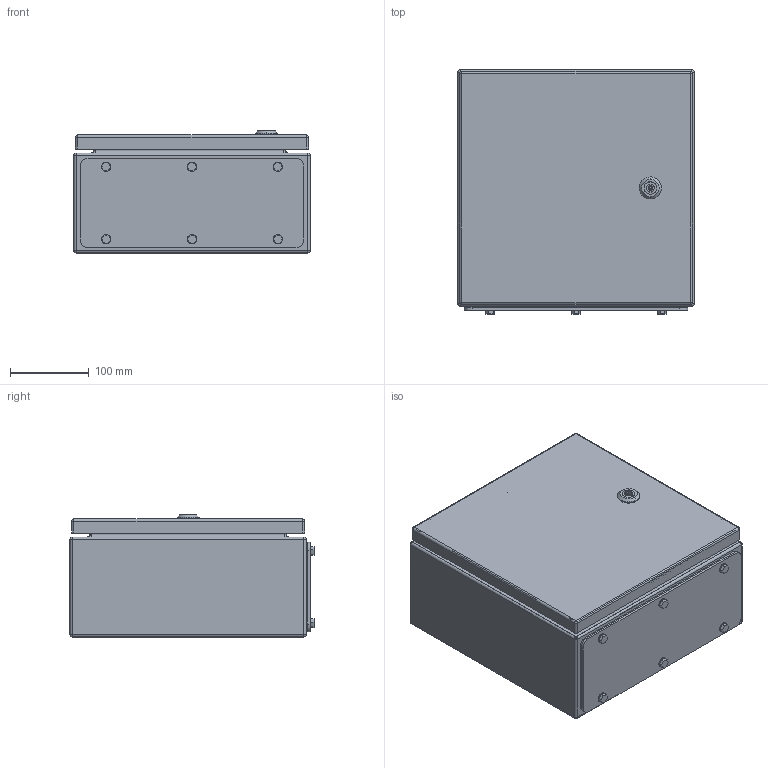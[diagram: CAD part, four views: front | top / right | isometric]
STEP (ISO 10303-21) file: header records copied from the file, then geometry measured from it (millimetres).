
FILE_DESCRIPTION(('CATIA V5 STEP Exchange','CAx-IF Rec.Pracs.--- Model Styling and Organization---1.5--- 2016-08-15','CAx-IF Rec.Pracs.---Supplemental Geometry---1.0---2011-11-01','CAx-IF Rec.Pracs.--- Composite Materials ---1.1---2010-07-15'),'2;1');
FILE_NAME ('D1518916_2', '2024-11-15T07:18:30+00:00', ('none'), ('Weidmueller'), 'CATIA Version 5-6 Release 2022 SP4 HF5', 'CATIA V5 STEP AP214 v3', 'none');
FILE_SCHEMA(('AUTOMOTIVE_DESIGN { 1 0 10303 214 1 1 1 1 }'));
Length unit declared in the file: millimetre
Products named in the file (1): QL KEBI 300X300X150 1GP
Bounding box: 300 x 310 x 155 mm (x, y, z)
Volume: 876262.3 mm3; surface area: 949523.8 mm2
Topology: 35 solids, 35 shells, 1002 faces, 2445 edges, 1532 vertices
Faces by surface type: plane 441, cylinder 373, bspline 74, cone 60, torus 30, sphere 24
Entity records: 33323 total; most frequent: CARTESIAN_POINT 11476, ORIENTED_EDGE 4842, DIRECTION 3169, EDGE_CURVE 2421, VERTEX_POINT 1532, AXIS2_PLACEMENT_3D 1262, VECTOR 1246, LINE 1246
